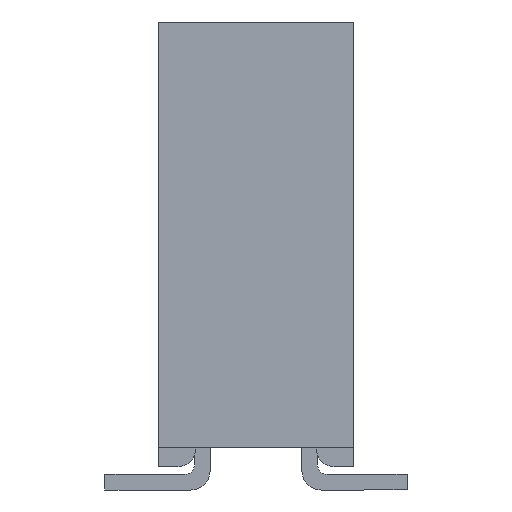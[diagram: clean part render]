
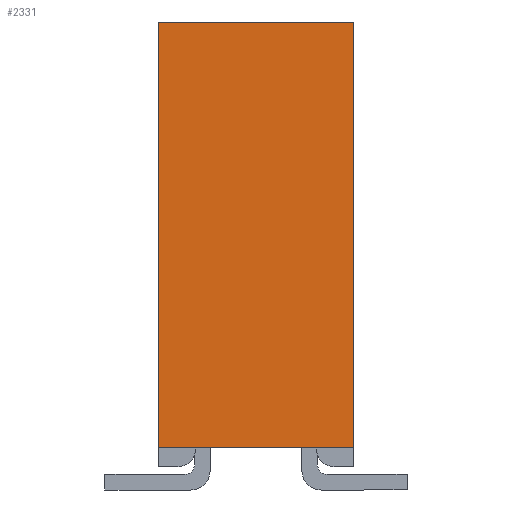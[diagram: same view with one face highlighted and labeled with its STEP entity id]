
A CAD part, left-side view. The second image highlights one B-rep face of the part: STEP entity #2331.
In plain terms, the highlighted planar face has unit normal (-1, 0, 0).
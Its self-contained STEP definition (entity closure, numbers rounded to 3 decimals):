
#2331 = ADVANCED_FACE('',(#2332),#2366,.F.);
#2332 = FACE_BOUND('',#2333,.T.);
#2333 = EDGE_LOOP('',(#2334,#2344,#2352,#2360));
#2334 = ORIENTED_EDGE('',*,*,#2335,.T.);
#2335 = EDGE_CURVE('',#2336,#2338,#2340,.T.);
#2336 = VERTEX_POINT('',#2337);
#2337 = CARTESIAN_POINT('',(-7.747,5.791,-1.27));
#2338 = VERTEX_POINT('',#2339);
#2339 = CARTESIAN_POINT('',(-7.747,0.254,-1.27));
#2340 = LINE('',#2341,#2342);
#2341 = CARTESIAN_POINT('',(-7.747,5.791,-1.27));
#2342 = VECTOR('',#2343,1.);
#2343 = DIRECTION('',(0.,-1.,0.));
#2344 = ORIENTED_EDGE('',*,*,#2345,.T.);
#2345 = EDGE_CURVE('',#2338,#2346,#2348,.T.);
#2346 = VERTEX_POINT('',#2347);
#2347 = CARTESIAN_POINT('',(-7.747,0.254,1.27));
#2348 = LINE('',#2349,#2350);
#2349 = CARTESIAN_POINT('',(-7.747,0.254,-0.787));
#2350 = VECTOR('',#2351,1.);
#2351 = DIRECTION('',(0.,0.,1.));
#2352 = ORIENTED_EDGE('',*,*,#2353,.F.);
#2353 = EDGE_CURVE('',#2354,#2346,#2356,.T.);
#2354 = VERTEX_POINT('',#2355);
#2355 = CARTESIAN_POINT('',(-7.747,5.791,1.27));
#2356 = LINE('',#2357,#2358);
#2357 = CARTESIAN_POINT('',(-7.747,5.791,1.27));
#2358 = VECTOR('',#2359,1.);
#2359 = DIRECTION('',(0.,-1.,0.));
#2360 = ORIENTED_EDGE('',*,*,#2361,.F.);
#2361 = EDGE_CURVE('',#2336,#2354,#2362,.T.);
#2362 = LINE('',#2363,#2364);
#2363 = CARTESIAN_POINT('',(-7.747,5.791,-1.27));
#2364 = VECTOR('',#2365,1.);
#2365 = DIRECTION('',(0.,0.,1.));
#2366 = PLANE('',#2367);
#2367 = AXIS2_PLACEMENT_3D('',#2368,#2369,#2370);
#2368 = CARTESIAN_POINT('',(-7.747,5.791,-1.27));
#2369 = DIRECTION('',(1.,0.,0.));
#2370 = DIRECTION('',(0.,0.,-1.));
